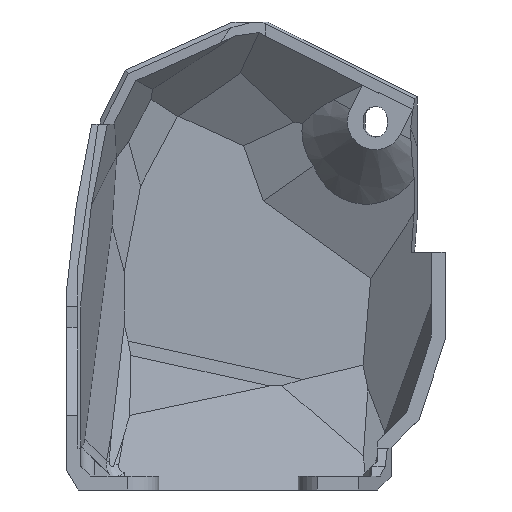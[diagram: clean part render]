
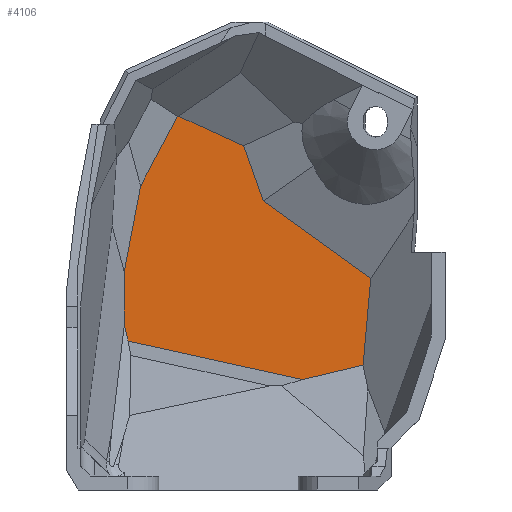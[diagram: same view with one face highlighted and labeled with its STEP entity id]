
A CAD part, left-side view. The second image highlights one B-rep face of the part: STEP entity #4106.
In plain terms, the highlighted planar face has unit normal (-1, 0, 0).
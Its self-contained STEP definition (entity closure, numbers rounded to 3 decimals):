
#10 = LINE ( 'NONE', #3946, #1158 ) ;
#46 = LINE ( 'NONE', #2942, #2400 ) ;
#96 = LINE ( 'NONE', #3352, #1804 ) ;
#104 = EDGE_CURVE ( 'NONE', #3620, #2223, #1954, .T. ) ;
#107 = FACE_OUTER_BOUND ( 'NONE', #619, .T. ) ;
#134 = DIRECTION ( 'NONE',  ( 0., -0.087, 0.996 ) ) ;
#179 = EDGE_CURVE ( 'NONE', #2798, #3620, #3464, .T. ) ;
#292 = DIRECTION ( 'NONE',  ( 0., 0.812, 0.584 ) ) ;
#362 = DIRECTION ( 'NONE',  ( 0., -0.232, -0.973 ) ) ;
#393 = ORIENTED_EDGE ( 'NONE', *, *, #2890, .T. ) ;
#463 = ORIENTED_EDGE ( 'NONE', *, *, #1455, .T. ) ;
#483 = DIRECTION ( 'NONE',  ( 1., 0., 0. ) ) ;
#576 = VECTOR ( 'NONE', #940, 1000. ) ;
#591 = VERTEX_POINT ( 'NONE', #712 ) ;
#619 = EDGE_LOOP ( 'NONE', ( #3519, #463, #935, #1885, #2961, #638, #1220, #3416, #3787, #393, #1906 ) ) ;
#638 = ORIENTED_EDGE ( 'NONE', *, *, #104, .T. ) ;
#712 = CARTESIAN_POINT ( 'NONE',  ( 25., -19.972, 39.325 ) ) ;
#729 = DIRECTION ( 'NONE',  ( 0., 0.469, -0.883 ) ) ;
#805 = VERTEX_POINT ( 'NONE', #2700 ) ;
#812 = CARTESIAN_POINT ( 'NONE',  ( 25., -2.576, 42.143 ) ) ;
#843 = CARTESIAN_POINT ( 'NONE',  ( 25., -20.843, 53.195 ) ) ;
#935 = ORIENTED_EDGE ( 'NONE', *, *, #2973, .T. ) ;
#940 = DIRECTION ( 'NONE',  ( 0., -0.972, 0.233 ) ) ;
#947 = VERTEX_POINT ( 'NONE', #1115 ) ;
#1078 = VERTEX_POINT ( 'NONE', #3679 ) ;
#1115 = CARTESIAN_POINT ( 'NONE',  ( 25., -2.443, 41.449 ) ) ;
#1158 = VECTOR ( 'NONE', #3159, 1000. ) ;
#1180 = LINE ( 'NONE', #812, #2480 ) ;
#1220 = ORIENTED_EDGE ( 'NONE', *, *, #4474, .T. ) ;
#1340 = EDGE_CURVE ( 'NONE', #947, #1078, #1180, .T. ) ;
#1365 = EDGE_CURVE ( 'NONE', #1766, #3461, #46, .T. ) ;
#1376 = VERTEX_POINT ( 'NONE', #2280 ) ;
#1442 = LINE ( 'NONE', #2873, #3784 ) ;
#1455 = EDGE_CURVE ( 'NONE', #805, #1376, #96, .T. ) ;
#1525 = DIRECTION ( 'NONE',  ( 0., 0.991, -0.137 ) ) ;
#1692 = VERTEX_POINT ( 'NONE', #2367 ) ;
#1766 = VERTEX_POINT ( 'NONE', #4144 ) ;
#1799 = CARTESIAN_POINT ( 'NONE',  ( 25., -7.72, 51.384 ) ) ;
#1804 = VECTOR ( 'NONE', #134, 1000. ) ;
#1831 = DIRECTION ( 'NONE',  ( 0., 0., -1. ) ) ;
#1842 = EDGE_CURVE ( 'NONE', #1078, #1692, #1442, .T. ) ;
#1885 = ORIENTED_EDGE ( 'NONE', *, *, #4275, .T. ) ;
#1906 = ORIENTED_EDGE ( 'NONE', *, *, #1365, .T. ) ;
#1937 = CARTESIAN_POINT ( 'NONE',  ( 25., -15.632, 35.2 ) ) ;
#1954 = LINE ( 'NONE', #843, #2166 ) ;
#2120 = LINE ( 'NONE', #3516, #4486 ) ;
#2166 = VECTOR ( 'NONE', #1525, 1000. ) ;
#2192 = LINE ( 'NONE', #3585, #2790 ) ;
#2209 = DIRECTION ( 'NONE',  ( 0., 0.187, -0.982 ) ) ;
#2223 = VERTEX_POINT ( 'NONE', #1799 ) ;
#2280 = CARTESIAN_POINT ( 'NONE',  ( 25., -35.349, 28.261 ) ) ;
#2367 = CARTESIAN_POINT ( 'NONE',  ( 25., -0.113, 21.565 ) ) ;
#2376 = CARTESIAN_POINT ( 'NONE',  ( 25., -17.171, 47.198 ) ) ;
#2400 = VECTOR ( 'NONE', #3673, 1000. ) ;
#2427 = CARTESIAN_POINT ( 'NONE',  ( 25., -15.749, 11.431 ) ) ;
#2445 = EDGE_CURVE ( 'NONE', #3461, #805, #4148, .T. ) ;
#2480 = VECTOR ( 'NONE', #2209, 1000. ) ;
#2674 = CARTESIAN_POINT ( 'NONE',  ( 25., -27.304, 42.581 ) ) ;
#2700 = CARTESIAN_POINT ( 'NONE',  ( 25., -34.265, 15.871 ) ) ;
#2776 = CARTESIAN_POINT ( 'NONE',  ( 25., -25.545, 13.78 ) ) ;
#2790 = VECTOR ( 'NONE', #362, 1000. ) ;
#2798 = VERTEX_POINT ( 'NONE', #2376 ) ;
#2873 = CARTESIAN_POINT ( 'NONE',  ( 25., -0.113, 45. ) ) ;
#2890 = EDGE_CURVE ( 'NONE', #1692, #1766, #2192, .T. ) ;
#2942 = CARTESIAN_POINT ( 'NONE',  ( 25., -17.117, 15.643 ) ) ;
#2953 = AXIS2_PLACEMENT_3D ( 'NONE', #1937, #483, #3012 ) ;
#2961 = ORIENTED_EDGE ( 'NONE', *, *, #179, .T. ) ;
#2973 = EDGE_CURVE ( 'NONE', #1376, #591, #2120, .T. ) ;
#3012 = DIRECTION ( 'NONE',  ( 0., 1., 0. ) ) ;
#3159 = DIRECTION ( 'NONE',  ( 0., 0.335, 0.942 ) ) ;
#3301 = PLANE ( 'NONE',  #2953 ) ;
#3352 = CARTESIAN_POINT ( 'NONE',  ( 25., -34.994, 24.201 ) ) ;
#3416 = ORIENTED_EDGE ( 'NONE', *, *, #1340, .T. ) ;
#3424 = VECTOR ( 'NONE', #729, 1000. ) ;
#3461 = VERTEX_POINT ( 'NONE', #2776 ) ;
#3464 = LINE ( 'NONE', #2674, #3932 ) ;
#3516 = CARTESIAN_POINT ( 'NONE',  ( 25., -23.351, 36.894 ) ) ;
#3519 = ORIENTED_EDGE ( 'NONE', *, *, #2445, .T. ) ;
#3539 = CARTESIAN_POINT ( 'NONE',  ( 25., -3.072, 42.632 ) ) ;
#3585 = CARTESIAN_POINT ( 'NONE',  ( 25., 1.609, 28.786 ) ) ;
#3620 = VERTEX_POINT ( 'NONE', #3889 ) ;
#3673 = DIRECTION ( 'NONE',  ( 0., -0.976, -0.216 ) ) ;
#3679 = CARTESIAN_POINT ( 'NONE',  ( 25., -0.113, 29.224 ) ) ;
#3784 = VECTOR ( 'NONE', #1831, 1000. ) ;
#3787 = ORIENTED_EDGE ( 'NONE', *, *, #1842, .T. ) ;
#3889 = CARTESIAN_POINT ( 'NONE',  ( 25., -7.923, 51.412 ) ) ;
#3932 = VECTOR ( 'NONE', #4078, 1000. ) ;
#3946 = CARTESIAN_POINT ( 'NONE',  ( 25., -15.278, 52.521 ) ) ;
#4078 = DIRECTION ( 'NONE',  ( 0., 0.91, 0.415 ) ) ;
#4106 = ADVANCED_FACE ( 'NONE', ( #107 ), #3301, .F. ) ;
#4144 = CARTESIAN_POINT ( 'NONE',  ( 25., -0.658, 19.282 ) ) ;
#4148 = LINE ( 'NONE', #2427, #576 ) ;
#4267 = LINE ( 'NONE', #3539, #3424 ) ;
#4275 = EDGE_CURVE ( 'NONE', #591, #2798, #10, .T. ) ;
#4474 = EDGE_CURVE ( 'NONE', #2223, #947, #4267, .T. ) ;
#4486 = VECTOR ( 'NONE', #292, 1000. ) ;
